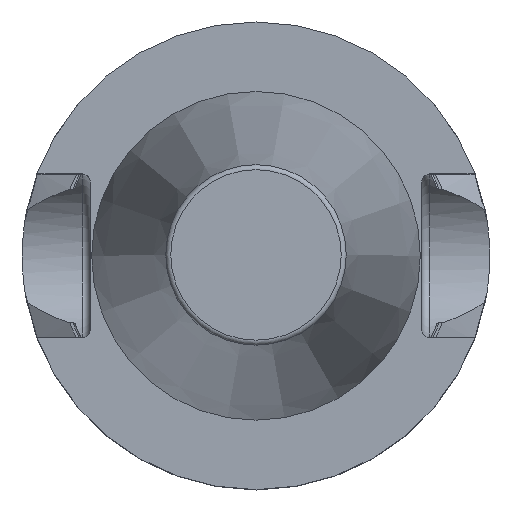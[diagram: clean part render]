
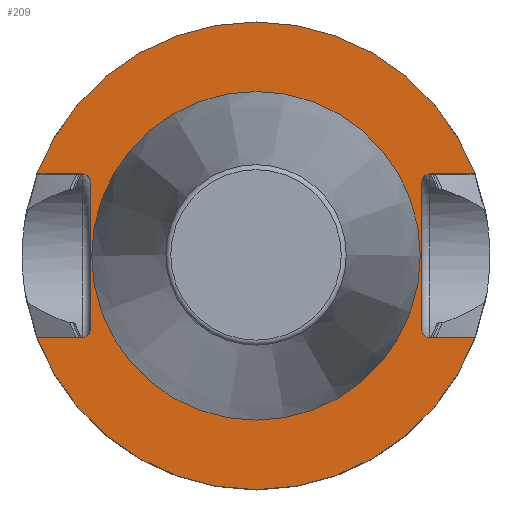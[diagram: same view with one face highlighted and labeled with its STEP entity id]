
A CAD part, top view. The second image highlights one B-rep face of the part: STEP entity #209.
In plain terms, the highlighted planar face has unit normal (0, 0, 1).
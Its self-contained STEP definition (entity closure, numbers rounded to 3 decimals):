
#148=LINE('',#1382,#178);
#149=LINE('',#1386,#179);
#150=LINE('',#1390,#180);
#151=LINE('',#1394,#181);
#152=LINE('',#1398,#182);
#153=LINE('',#1402,#183);
#178=VECTOR('',#1101,1.);
#179=VECTOR('',#1104,1.);
#180=VECTOR('',#1107,1.);
#181=VECTOR('',#1110,1.);
#182=VECTOR('',#1113,1.);
#183=VECTOR('',#1116,1.);
#209=ADVANCED_FACE('',(#287,#288),#271,.F.);
#271=PLANE('',#973);
#287=FACE_BOUND('',#347,.T.);
#288=FACE_BOUND('',#348,.T.);
#347=EDGE_LOOP('',(#439,#440,#441,#442,#443,#444,#445,#446,#447,#448,#449,
#450));
#348=EDGE_LOOP('',(#451));
#439=ORIENTED_EDGE('',*,*,#757,.T.);
#440=ORIENTED_EDGE('',*,*,#758,.F.);
#441=ORIENTED_EDGE('',*,*,#759,.T.);
#442=ORIENTED_EDGE('',*,*,#760,.T.);
#443=ORIENTED_EDGE('',*,*,#761,.T.);
#444=ORIENTED_EDGE('',*,*,#762,.T.);
#445=ORIENTED_EDGE('',*,*,#763,.T.);
#446=ORIENTED_EDGE('',*,*,#764,.F.);
#447=ORIENTED_EDGE('',*,*,#765,.T.);
#448=ORIENTED_EDGE('',*,*,#766,.F.);
#449=ORIENTED_EDGE('',*,*,#767,.T.);
#450=ORIENTED_EDGE('',*,*,#768,.T.);
#451=ORIENTED_EDGE('',*,*,#769,.T.);
#671=VERTEX_POINT('',#1380);
#672=VERTEX_POINT('',#1381);
#673=VERTEX_POINT('',#1383);
#674=VERTEX_POINT('',#1385);
#675=VERTEX_POINT('',#1387);
#676=VERTEX_POINT('',#1389);
#677=VERTEX_POINT('',#1391);
#678=VERTEX_POINT('',#1393);
#679=VERTEX_POINT('',#1395);
#680=VERTEX_POINT('',#1397);
#681=VERTEX_POINT('',#1399);
#682=VERTEX_POINT('',#1401);
#683=VERTEX_POINT('',#1404);
#757=EDGE_CURVE('',#671,#672,#873,.T.);
#758=EDGE_CURVE('',#673,#672,#148,.T.);
#759=EDGE_CURVE('',#673,#674,#874,.T.);
#760=EDGE_CURVE('',#674,#675,#149,.T.);
#761=EDGE_CURVE('',#675,#676,#875,.T.);
#762=EDGE_CURVE('',#676,#677,#150,.T.);
#763=EDGE_CURVE('',#677,#678,#876,.T.);
#764=EDGE_CURVE('',#679,#678,#151,.T.);
#765=EDGE_CURVE('',#679,#680,#877,.T.);
#766=EDGE_CURVE('',#681,#680,#152,.T.);
#767=EDGE_CURVE('',#681,#682,#878,.T.);
#768=EDGE_CURVE('',#682,#671,#153,.T.);
#769=EDGE_CURVE('',#683,#683,#879,.T.);
#873=CIRCLE('',#966,23.);
#874=CIRCLE('',#967,0.8);
#875=CIRCLE('',#968,0.8);
#876=CIRCLE('',#969,23.);
#877=CIRCLE('',#970,0.8);
#878=CIRCLE('',#971,0.8);
#879=CIRCLE('',#972,16.167);
#966=AXIS2_PLACEMENT_3D('',#1379,#1099,#1100);
#967=AXIS2_PLACEMENT_3D('',#1384,#1102,#1103);
#968=AXIS2_PLACEMENT_3D('',#1388,#1105,#1106);
#969=AXIS2_PLACEMENT_3D('',#1392,#1108,#1109);
#970=AXIS2_PLACEMENT_3D('',#1396,#1111,#1112);
#971=AXIS2_PLACEMENT_3D('',#1400,#1114,#1115);
#972=AXIS2_PLACEMENT_3D('',#1403,#1117,#1118);
#973=AXIS2_PLACEMENT_3D('',#1405,#1119,#1120);
#1099=DIRECTION('',(0.,0.,1.));
#1100=DIRECTION('',(-0.937,-0.35,0.));
#1101=DIRECTION('',(1.,0.,0.));
#1102=DIRECTION('',(0.,0.,-1.));
#1103=DIRECTION('',(0.,-1.,0.));
#1104=DIRECTION('',(0.,1.,0.));
#1105=DIRECTION('',(0.,0.,-1.));
#1106=DIRECTION('',(-1.,0.,0.));
#1107=DIRECTION('',(1.,0.,0.));
#1108=DIRECTION('',(0.,0.,1.));
#1109=DIRECTION('',(0.937,0.35,0.));
#1110=DIRECTION('',(-1.,0.,0.));
#1111=DIRECTION('',(0.,0.,-1.));
#1112=DIRECTION('',(0.,1.,0.));
#1113=DIRECTION('',(0.,1.,0.));
#1114=DIRECTION('',(0.,0.,-1.));
#1115=DIRECTION('',(1.,0.,0.));
#1116=DIRECTION('',(-1.,0.,0.));
#1117=DIRECTION('',(0.,0.,-1.));
#1118=DIRECTION('',(-1.,0.,0.));
#1119=DIRECTION('',(0.,0.,-1.));
#1120=DIRECTION('',(1.,0.,0.));
#1379=CARTESIAN_POINT('',(0.,0.,-2.));
#1380=CARTESIAN_POINT('',(-21.545,-8.05,-2.));
#1381=CARTESIAN_POINT('',(21.545,-8.05,-2.));
#1382=CARTESIAN_POINT('',(17.1,-8.05,-2.));
#1383=CARTESIAN_POINT('',(17.1,-8.05,-2.));
#1384=CARTESIAN_POINT('',(17.1,-7.25,-2.));
#1385=CARTESIAN_POINT('',(16.3,-7.25,-2.));
#1386=CARTESIAN_POINT('',(16.3,-7.25,-2.));
#1387=CARTESIAN_POINT('',(16.3,7.25,-2.));
#1388=CARTESIAN_POINT('',(17.1,7.25,-2.));
#1389=CARTESIAN_POINT('',(17.1,8.05,-2.));
#1390=CARTESIAN_POINT('',(17.1,8.05,-2.));
#1391=CARTESIAN_POINT('',(21.545,8.05,-2.));
#1392=CARTESIAN_POINT('',(0.,0.,-2.));
#1393=CARTESIAN_POINT('',(-21.545,8.05,-2.));
#1394=CARTESIAN_POINT('',(-17.1,8.05,-2.));
#1395=CARTESIAN_POINT('',(-17.1,8.05,-2.));
#1396=CARTESIAN_POINT('',(-17.1,7.25,-2.));
#1397=CARTESIAN_POINT('',(-16.3,7.25,-2.));
#1398=CARTESIAN_POINT('',(-16.3,-7.25,-2.));
#1399=CARTESIAN_POINT('',(-16.3,-7.25,-2.));
#1400=CARTESIAN_POINT('',(-17.1,-7.25,-2.));
#1401=CARTESIAN_POINT('',(-17.1,-8.05,-2.));
#1402=CARTESIAN_POINT('',(-17.1,-8.05,-2.));
#1403=CARTESIAN_POINT('',(0.,0.,-2.));
#1404=CARTESIAN_POINT('',(-16.167,0.,-2.));
#1405=CARTESIAN_POINT('',(0.,16.167,-2.));
